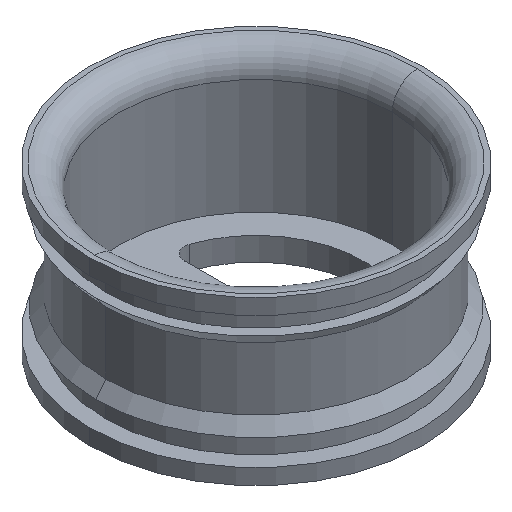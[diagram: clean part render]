
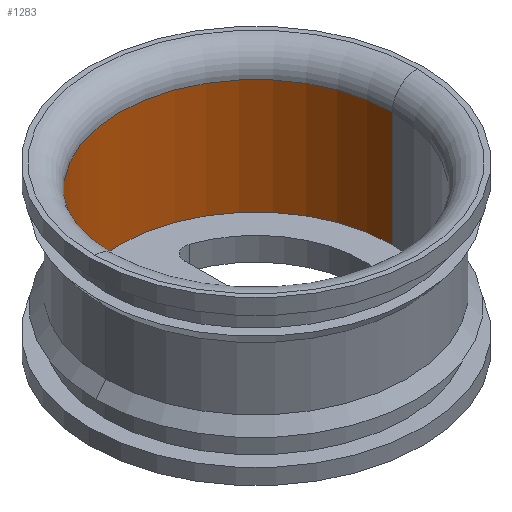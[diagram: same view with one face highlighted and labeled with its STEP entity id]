
A CAD part, isometric view. The second image highlights one B-rep face of the part: STEP entity #1283.
In plain terms, the highlighted cylindrical face has radius 21.75 mm (diameter 43.5 mm), a partial arc.
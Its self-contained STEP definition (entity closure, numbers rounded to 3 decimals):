
#134 = CIRCLE ( 'NONE', #707, 21.75 ) ;
#148 = CARTESIAN_POINT ( 'NONE',  ( 0., 0., -9.3 ) ) ;
#170 = EDGE_CURVE ( 'NONE', #1278, #334, #134, .T. ) ;
#185 = FACE_OUTER_BOUND ( 'NONE', #939, .T. ) ;
#291 = ORIENTED_EDGE ( 'NONE', *, *, #643, .F. ) ;
#309 = DIRECTION ( 'NONE',  ( 0., 0., 1. ) ) ;
#318 = DIRECTION ( 'NONE',  ( 1., 0., 0. ) ) ;
#334 = VERTEX_POINT ( 'NONE', #1174 ) ;
#365 = VECTOR ( 'NONE', #588, 1000. ) ;
#483 = LINE ( 'NONE', #1381, #365 ) ;
#486 = DIRECTION ( 'NONE',  ( 0., 0., 1. ) ) ;
#488 = VERTEX_POINT ( 'NONE', #1092 ) ;
#532 = DIRECTION ( 'NONE',  ( 1., 0., 0. ) ) ;
#568 = CARTESIAN_POINT ( 'NONE',  ( 0., 0., -9.3 ) ) ;
#574 = EDGE_CURVE ( 'NONE', #488, #1278, #483, .T. ) ;
#588 = DIRECTION ( 'NONE',  ( 0., 0., 1. ) ) ;
#643 = EDGE_CURVE ( 'NONE', #1476, #334, #1513, .T. ) ;
#699 = CYLINDRICAL_SURFACE ( 'NONE', #935, 21.75 ) ;
#707 = AXIS2_PLACEMENT_3D ( 'NONE', #1389, #486, #990 ) ;
#712 = AXIS2_PLACEMENT_3D ( 'NONE', #148, #309, #532 ) ;
#744 = CARTESIAN_POINT ( 'NONE',  ( -21.75, 0., -9.3 ) ) ;
#840 = VECTOR ( 'NONE', #1274, 1000. ) ;
#935 = AXIS2_PLACEMENT_3D ( 'NONE', #568, #1486, #318 ) ;
#939 = EDGE_LOOP ( 'NONE', ( #291, #985, #1350, #1619 ) ) ;
#985 = ORIENTED_EDGE ( 'NONE', *, *, #1580, .F. ) ;
#990 = DIRECTION ( 'NONE',  ( 1., 0., 0. ) ) ;
#1018 = CARTESIAN_POINT ( 'NONE',  ( -21.75, 0., -9.3 ) ) ;
#1092 = CARTESIAN_POINT ( 'NONE',  ( 21.75, 0., -9.3 ) ) ;
#1174 = CARTESIAN_POINT ( 'NONE',  ( -21.75, 0., 9. ) ) ;
#1204 = CIRCLE ( 'NONE', #712, 21.75 ) ;
#1221 = CARTESIAN_POINT ( 'NONE',  ( 21.75, 0., 9. ) ) ;
#1274 = DIRECTION ( 'NONE',  ( 0., 0., 1. ) ) ;
#1278 = VERTEX_POINT ( 'NONE', #1221 ) ;
#1283 = ADVANCED_FACE ( 'NONE', ( #185 ), #699, .F. ) ;
#1350 = ORIENTED_EDGE ( 'NONE', *, *, #574, .T. ) ;
#1381 = CARTESIAN_POINT ( 'NONE',  ( 21.75, 0., -9.3 ) ) ;
#1389 = CARTESIAN_POINT ( 'NONE',  ( 0., 0., 9. ) ) ;
#1476 = VERTEX_POINT ( 'NONE', #1018 ) ;
#1486 = DIRECTION ( 'NONE',  ( 0., 0., 1. ) ) ;
#1513 = LINE ( 'NONE', #744, #840 ) ;
#1580 = EDGE_CURVE ( 'NONE', #488, #1476, #1204, .T. ) ;
#1619 = ORIENTED_EDGE ( 'NONE', *, *, #170, .T. ) ;
